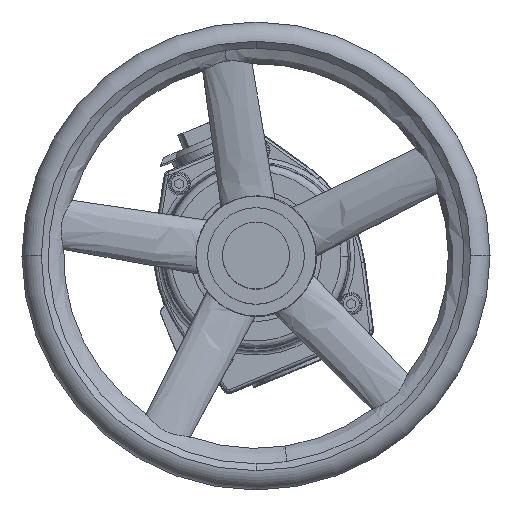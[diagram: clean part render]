
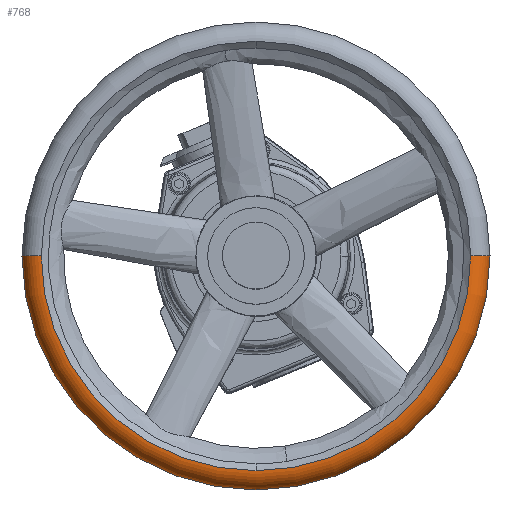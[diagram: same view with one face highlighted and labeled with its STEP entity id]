
A CAD part, top view. The second image highlights one B-rep face of the part: STEP entity #768.
In plain terms, the highlighted toroidal (fillet/blend) face has major radius 144.5 mm and minor radius 13 mm.
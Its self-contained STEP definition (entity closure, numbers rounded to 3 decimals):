
#136 = CARTESIAN_POINT ( 'NONE',  ( 0., 0., -185.6 ) ) ;
#349 = CARTESIAN_POINT ( 'NONE',  ( 144.5, 0., -185.6 ) ) ;
#482 = CARTESIAN_POINT ( 'NONE',  ( 0., 0., -185.6 ) ) ;
#768 = ADVANCED_FACE ( 'NONE', ( #22279 ), #5974, .T. ) ;
#1071 = CARTESIAN_POINT ( 'NONE',  ( 144.5, 0., -198.6 ) ) ;
#1655 = ORIENTED_EDGE ( 'NONE', *, *, #11159, .T. ) ;
#1969 = ORIENTED_EDGE ( 'NONE', *, *, #17132, .T. ) ;
#2063 = DIRECTION ( 'NONE',  ( 1., 0., 0. ) ) ;
#3012 = CIRCLE ( 'NONE', #4964, 144.5 ) ;
#3614 = VERTEX_POINT ( 'NONE', #349 ) ;
#3896 = ORIENTED_EDGE ( 'NONE', *, *, #21046, .T. ) ;
#4001 = CARTESIAN_POINT ( 'NONE',  ( -144.5, 0., -198.6 ) ) ;
#4723 = CIRCLE ( 'NONE', #17815, 144.5 ) ;
#4925 = CARTESIAN_POINT ( 'NONE',  ( -144.5, 0., -185.6 ) ) ;
#4964 = AXIS2_PLACEMENT_3D ( 'NONE', #482, #21253, #12701 ) ;
#5974 = TOROIDAL_SURFACE ( 'NONE', #22205, 144.5, 13. ) ;
#6295 = EDGE_CURVE ( 'NONE', #3614, #17178, #7980, .T. ) ;
#6907 = DIRECTION ( 'NONE',  ( 0., 0., 1. ) ) ;
#7555 = VERTEX_POINT ( 'NONE', #18339 ) ;
#7980 = CIRCLE ( 'NONE', #19613, 13. ) ;
#9043 = AXIS2_PLACEMENT_3D ( 'NONE', #4001, #16150, #21407 ) ;
#10549 = AXIS2_PLACEMENT_3D ( 'NONE', #136, #17613, #2063 ) ;
#10705 = DIRECTION ( 'NONE',  ( -1., 0., 0. ) ) ;
#11159 = EDGE_CURVE ( 'NONE', #7555, #11560, #3012, .T. ) ;
#11560 = VERTEX_POINT ( 'NONE', #4925 ) ;
#12701 = DIRECTION ( 'NONE',  ( 1., 0., 0. ) ) ;
#14265 = CARTESIAN_POINT ( 'NONE',  ( 144.5, 0., -211.6 ) ) ;
#14638 = EDGE_CURVE ( 'NONE', #21986, #17178, #4723, .T. ) ;
#14742 = DIRECTION ( 'NONE',  ( 0., 0., -1. ) ) ;
#15881 = CARTESIAN_POINT ( 'NONE',  ( 0., 0., -211.6 ) ) ;
#16150 = DIRECTION ( 'NONE',  ( 0., -1., 0. ) ) ;
#16574 = DIRECTION ( 'NONE',  ( -1., 0., 0. ) ) ;
#16692 = ORIENTED_EDGE ( 'NONE', *, *, #6295, .F. ) ;
#17132 = EDGE_CURVE ( 'NONE', #3614, #7555, #21854, .T. ) ;
#17178 = VERTEX_POINT ( 'NONE', #14265 ) ;
#17613 = DIRECTION ( 'NONE',  ( 0., 0., -1. ) ) ;
#17815 = AXIS2_PLACEMENT_3D ( 'NONE', #15881, #6907, #10705 ) ;
#17845 = EDGE_LOOP ( 'NONE', ( #16692, #1969, #1655, #3896, #21047 ) ) ;
#18339 = CARTESIAN_POINT ( 'NONE',  ( 0., -144.5, -185.6 ) ) ;
#18423 = DIRECTION ( 'NONE',  ( -1., 0., 0. ) ) ;
#19613 = AXIS2_PLACEMENT_3D ( 'NONE', #1071, #20282, #16574 ) ;
#19779 = CARTESIAN_POINT ( 'NONE',  ( 0., 0., -198.6 ) ) ;
#20282 = DIRECTION ( 'NONE',  ( 0., 1., 0. ) ) ;
#20874 = CIRCLE ( 'NONE', #9043, 13. ) ;
#21046 = EDGE_CURVE ( 'NONE', #11560, #21986, #20874, .T. ) ;
#21047 = ORIENTED_EDGE ( 'NONE', *, *, #14638, .T. ) ;
#21253 = DIRECTION ( 'NONE',  ( 0., 0., -1. ) ) ;
#21407 = DIRECTION ( 'NONE',  ( 0., 0., -1. ) ) ;
#21854 = CIRCLE ( 'NONE', #10549, 144.5 ) ;
#21986 = VERTEX_POINT ( 'NONE', #22504 ) ;
#22205 = AXIS2_PLACEMENT_3D ( 'NONE', #19779, #14742, #18423 ) ;
#22279 = FACE_OUTER_BOUND ( 'NONE', #17845, .T. ) ;
#22504 = CARTESIAN_POINT ( 'NONE',  ( -144.5, 0., -211.6 ) ) ;
